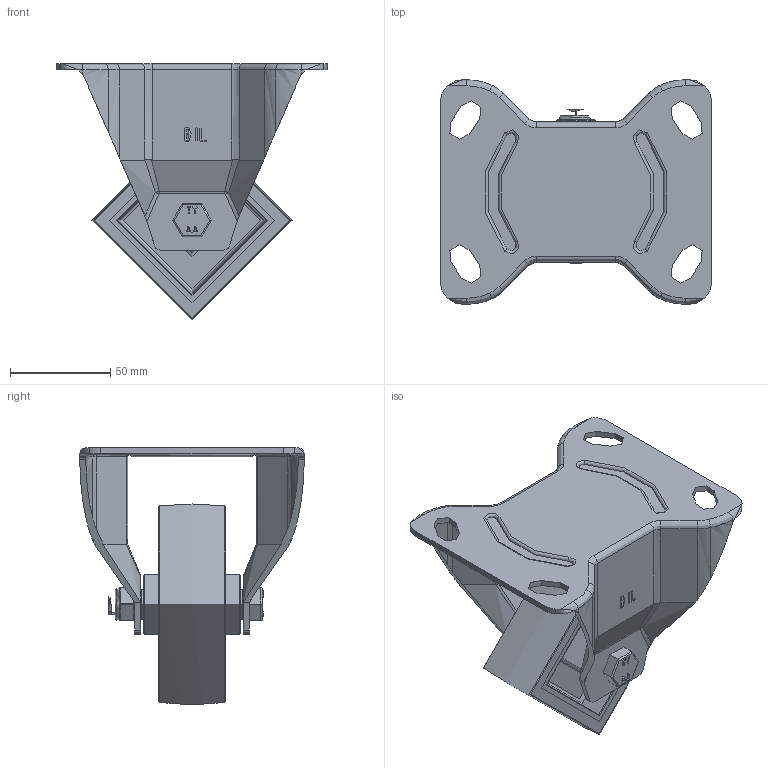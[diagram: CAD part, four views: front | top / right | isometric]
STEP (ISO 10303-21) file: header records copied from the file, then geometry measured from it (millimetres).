
FILE_DESCRIPTION(/* description */ (''),/* implementation_level */ '2;1');
FILE_NAME(/* name */ 'BZEHF100NPLP.step',/* time_stamp */ '2025-06-04T17:07:06+01:00',/* author */ (''),/* organization */ (''),/* preprocessor_version */ 'ST-DEVELOPER v20.1',/* originating_system */ 'Autodesk Translation Framework v14.10.0.0',/* authorisation */ '');
FILE_SCHEMA (('AUTOMOTIVE_DESIGN { 1 0 10303 214 3 1 1 }'));
Length unit declared in the file: millimetre
Products named in the file (14): BZEHF100NPLP; BZEHF100ASLP v1; ZINC PLATED, PRESSED STEEL BRACKET; BZH100WNP61 v1; POLYURETHANE TYRE; NYLON RIM; TUBEM15X50 v1; ZINC PLATED AXLE TUBE; HEXBOLTM10X70Z8.8 v2; GRADE 8.8 THREADED ZINC PLATED BOLT; NYLOCM10Z v1; NYLOC NUT; RUBBER; NUT
Assembly tree (13 placements, depth 4):
  BZEHF100NPLP
    BZEHF100ASLP v1
      ZINC PLATED, PRESSED STEEL BRACKET
    BZH100WNP61 v1
      POLYURETHANE TYRE
      NYLON RIM
    TUBEM15X50 v1
      ZINC PLATED AXLE TUBE
    HEXBOLTM10X70Z8.8 v2
      GRADE 8.8 THREADED ZINC PLATED BOLT
    NYLOCM10Z v1
      NYLOC NUT
        RUBBER
        NUT
Bounding box: 135 x 112 x 127.89 mm (x, y, z)
Volume: 250233.2 mm3; surface area: 117571 mm2
Topology: 7 solids, 7 shells, 444 faces, 1095 edges, 685 vertices
Faces by surface type: cylinder 154, plane 150, bspline 77, torus 47, sphere 12, cone 4
Full cylindrical faces by diameter (mm): 8.141 x18, 9.85 x19, 10 x3, 10.2 x2, 10.5 x1, 12 x2, 15 x1, 15.4 x1, 16 x2, 30 x2, 82 x2
Entity records: 23265 total; most frequent: CARTESIAN_POINT 12828, ORIENTED_EDGE 2182, DIRECTION 1969, EDGE_CURVE 1091, AXIS2_PLACEMENT_3D 737, VERTEX_POINT 685, LINE 495, VECTOR 495
